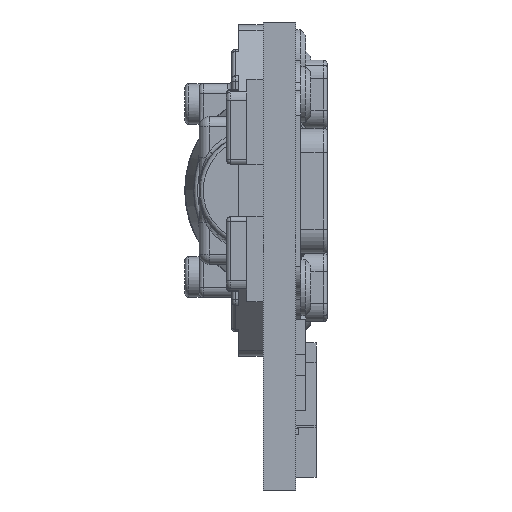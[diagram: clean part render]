
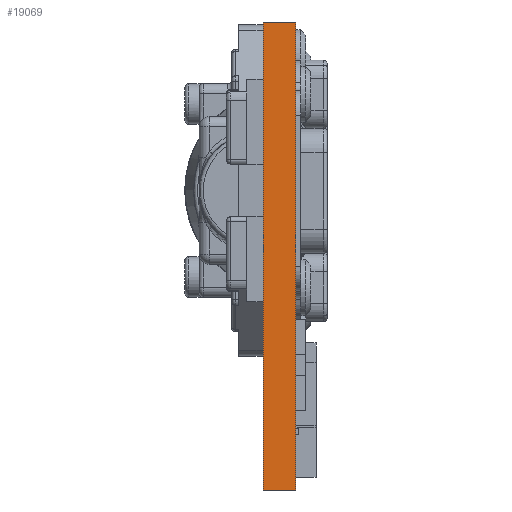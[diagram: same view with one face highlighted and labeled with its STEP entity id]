
A CAD part, left-side view. The second image highlights one B-rep face of the part: STEP entity #19069.
In plain terms, the highlighted planar face has unit normal (-1, 0, 0).
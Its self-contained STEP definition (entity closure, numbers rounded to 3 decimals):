
#2706 = VERTEX_POINT ( 'NONE', #29703 ) ;
#4627 = CARTESIAN_POINT ( 'NONE',  ( -17.5, 1.6, 11.5 ) ) ;
#5766 = EDGE_CURVE ( 'NONE', #2706, #13831, #26105, .T. ) ;
#6929 = DIRECTION ( 'NONE',  ( 0., -1., 0. ) ) ;
#7053 = DIRECTION ( 'NONE',  ( 0., 0., -1. ) ) ;
#8529 = CARTESIAN_POINT ( 'NONE',  ( -17.5, 0., 0. ) ) ;
#8656 = CARTESIAN_POINT ( 'NONE',  ( -17.5, 0., -11.5 ) ) ;
#9932 = ORIENTED_EDGE ( 'NONE', *, *, #11717, .T. ) ;
#11499 = CARTESIAN_POINT ( 'NONE',  ( -17.5, 1.6, 0. ) ) ;
#11571 = VECTOR ( 'NONE', #28870, 1000. ) ;
#11717 = EDGE_CURVE ( 'NONE', #13831, #28067, #12340, .T. ) ;
#12327 = EDGE_CURVE ( 'NONE', #26950, #28067, #17487, .T. ) ;
#12340 = LINE ( 'NONE', #21801, #11571 ) ;
#13831 = VERTEX_POINT ( 'NONE', #29806 ) ;
#14859 = ORIENTED_EDGE ( 'NONE', *, *, #21012, .F. ) ;
#16274 = DIRECTION ( 'NONE',  ( 0., 0., 1. ) ) ;
#16449 = AXIS2_PLACEMENT_3D ( 'NONE', #11499, #18360, #16274 ) ;
#17487 = LINE ( 'NONE', #8529, #26411 ) ;
#17519 = ORIENTED_EDGE ( 'NONE', *, *, #12327, .F. ) ;
#18360 = DIRECTION ( 'NONE',  ( -1., 0., 0. ) ) ;
#19069 = ADVANCED_FACE ( 'NONE', ( #19861 ), #25742, .T. ) ;
#19861 = FACE_OUTER_BOUND ( 'NONE', #23307, .T. ) ;
#20867 = VECTOR ( 'NONE', #7053, 1000. ) ;
#21012 = EDGE_CURVE ( 'NONE', #2706, #26950, #27504, .T. ) ;
#21474 = CARTESIAN_POINT ( 'NONE',  ( -17.5, 1.6, 0. ) ) ;
#21801 = CARTESIAN_POINT ( 'NONE',  ( -17.5, 1.6, -11.5 ) ) ;
#22743 = ORIENTED_EDGE ( 'NONE', *, *, #5766, .T. ) ;
#23307 = EDGE_LOOP ( 'NONE', ( #17519, #14859, #22743, #9932 ) ) ;
#25245 = DIRECTION ( 'NONE',  ( 0., 0., -1. ) ) ;
#25742 = PLANE ( 'NONE',  #16449 ) ;
#26105 = LINE ( 'NONE', #21474, #20867 ) ;
#26411 = VECTOR ( 'NONE', #25245, 1000. ) ;
#26950 = VERTEX_POINT ( 'NONE', #28440 ) ;
#27504 = LINE ( 'NONE', #4627, #28247 ) ;
#28067 = VERTEX_POINT ( 'NONE', #8656 ) ;
#28247 = VECTOR ( 'NONE', #6929, 1000. ) ;
#28440 = CARTESIAN_POINT ( 'NONE',  ( -17.5, 0., 11.5 ) ) ;
#28870 = DIRECTION ( 'NONE',  ( 0., -1., 0. ) ) ;
#29703 = CARTESIAN_POINT ( 'NONE',  ( -17.5, 1.6, 11.5 ) ) ;
#29806 = CARTESIAN_POINT ( 'NONE',  ( -17.5, 1.6, -11.5 ) ) ;
